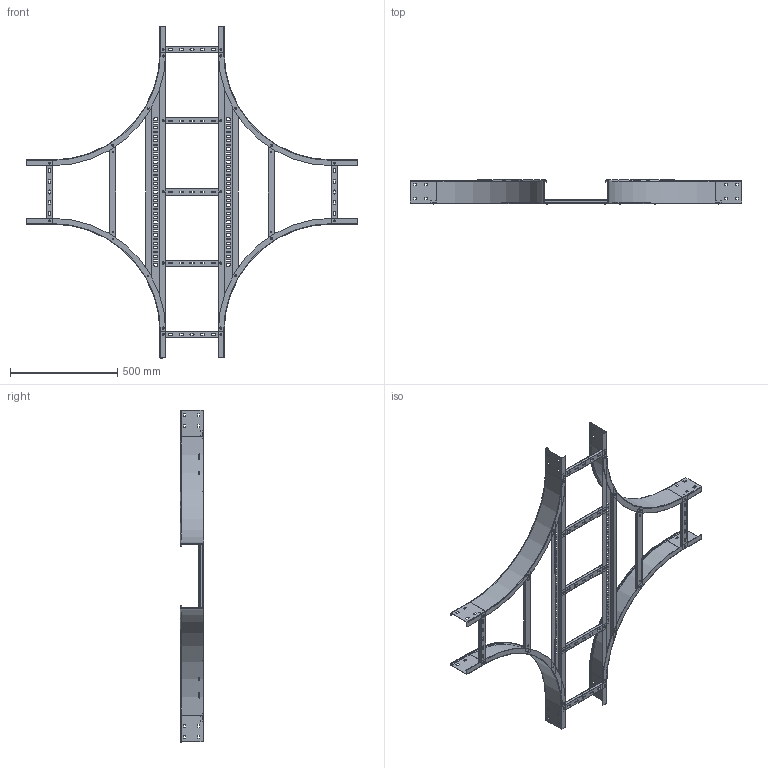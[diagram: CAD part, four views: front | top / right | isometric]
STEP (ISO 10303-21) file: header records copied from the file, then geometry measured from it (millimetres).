
FILE_DESCRIPTION (( 'STEP AP214' ), '1' );
FILE_NAME ('6219684.STEP', '2020-05-08T11:24:29', ( '' ), ( '' ), 'SwSTEP 2.0', 'SolidWorks 2018', '' );
FILE_SCHEMA (( 'AUTOMOTIVE_DESIGN' ));
Length unit declared in the file: millimetre
Products named in the file (10): 131591_110x27xR500; KTS 14.041-005_3.00mm; 131594_NB0300; 131595_NB0300; KTS 14.041-005_3.5mm; 6219684; 131571_L=295 (NB=300)
Assembly tree (39 placements, depth 2):
  6219684
    131591_110x27xR500
    131591_110x27xR500
    131591_110x27xR500
    131591_110x27xR500
    131594_NB0300  x2
    131571_L=295 (NB=300)  x7
    131595_NB0300  x2
    KTS 14.041-005_3.00mm  x14
    KTS 14.041-005_3.5mm  x10
Bounding box: 1550 x 111.6 x 1550 mm (x, y, z)
Volume: 1723772.6 mm3; surface area: 2178112.2 mm2
Topology: 39 solids, 39 shells, 1922 faces, 5172 edges, 3352 vertices
Faces by surface type: plane 944, cylinder 798, torus 112, cone 48, bspline 20
Entity records: 32782 total; most frequent: CARTESIAN_POINT 6176, DIRECTION 5204, ORIENTED_EDGE 5056, EDGE_CURVE 2528, AXIS2_PLACEMENT_3D 1784, VERTEX_POINT 1648, LINE 1636, VECTOR 1636
